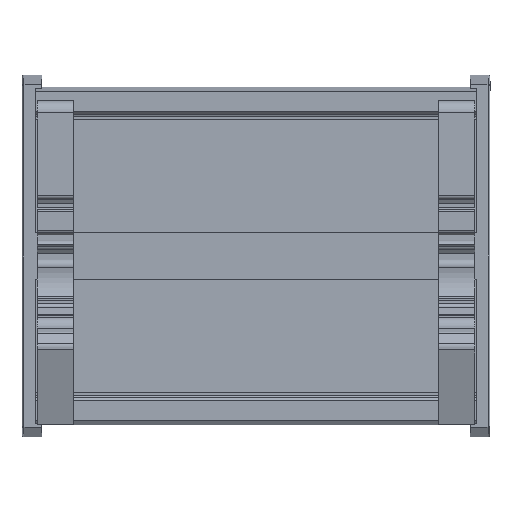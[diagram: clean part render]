
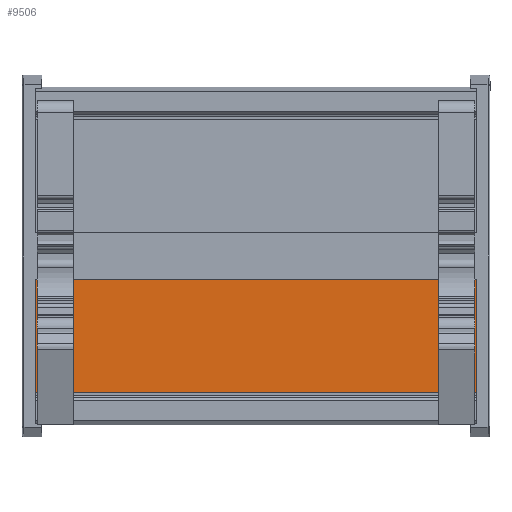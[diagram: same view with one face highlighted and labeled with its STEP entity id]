
A CAD part, front view. The second image highlights one B-rep face of the part: STEP entity #9506.
In plain terms, the highlighted planar face has unit normal (0, -1, 0).
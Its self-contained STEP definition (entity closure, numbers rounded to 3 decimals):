
#9450=CARTESIAN_POINT('',(-530.109,-523.966,112.2));
#9451=VERTEX_POINT('',#9450);
#9458=CARTESIAN_POINT('',(-530.109,-523.966,0.0));
#9459=VERTEX_POINT('',#9458);
#9460=CARTESIAN_POINT('',(-530.109,-523.966,0.0));
#9461=DIRECTION('',(0.0,0.0,1.0));
#9462=VECTOR('',#9461,112.2);
#9463=LINE('',#9460,#9462);
#9464=EDGE_CURVE('',#9459,#9451,#9463,.T.);
#9476=CARTESIAN_POINT('',(-530.109,-523.966,0.0));
#9477=DIRECTION('',(0.0,-1.0,0.0));
#9478=DIRECTION('',(0.0,0.0,-1.0));
#9479=AXIS2_PLACEMENT_3D('',#9476,#9477,#9478);
#9480=PLANE('',#9479);
#9481=CARTESIAN_POINT('',(-558.93,-523.966,112.2));
#9482=VERTEX_POINT('',#9481);
#9483=CARTESIAN_POINT('',(-530.109,-523.966,112.2));
#9484=DIRECTION('',(-1.0,0.0,0.0));
#9485=VECTOR('',#9484,28.821);
#9486=LINE('',#9483,#9485);
#9487=EDGE_CURVE('',#9451,#9482,#9486,.T.);
#9488=ORIENTED_EDGE('',*,*,#9487,.T.);
#9489=CARTESIAN_POINT('',(-558.93,-523.966,0.0));
#9490=VERTEX_POINT('',#9489);
#9491=CARTESIAN_POINT('',(-558.93,-523.966,0.0));
#9492=DIRECTION('',(0.0,0.0,1.0));
#9493=VECTOR('',#9492,112.2);
#9494=LINE('',#9491,#9493);
#9495=EDGE_CURVE('',#9490,#9482,#9494,.T.);
#9496=ORIENTED_EDGE('',*,*,#9495,.F.);
#9497=CARTESIAN_POINT('',(-558.93,-523.966,0.0));
#9498=DIRECTION('',(1.0,0.0,0.0));
#9499=VECTOR('',#9498,28.821);
#9500=LINE('',#9497,#9499);
#9501=EDGE_CURVE('',#9490,#9459,#9500,.T.);
#9502=ORIENTED_EDGE('',*,*,#9501,.T.);
#9503=ORIENTED_EDGE('',*,*,#9464,.T.);
#9504=EDGE_LOOP('',(#9488,#9496,#9502,#9503));
#9505=FACE_OUTER_BOUND('',#9504,.T.);
#9506=ADVANCED_FACE('',(#9505),#9480,.T.);
